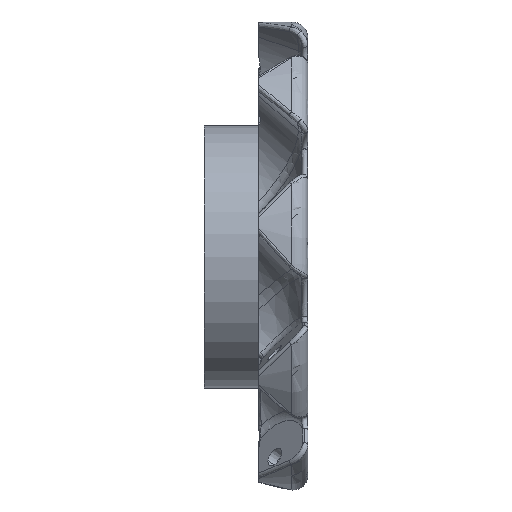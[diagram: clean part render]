
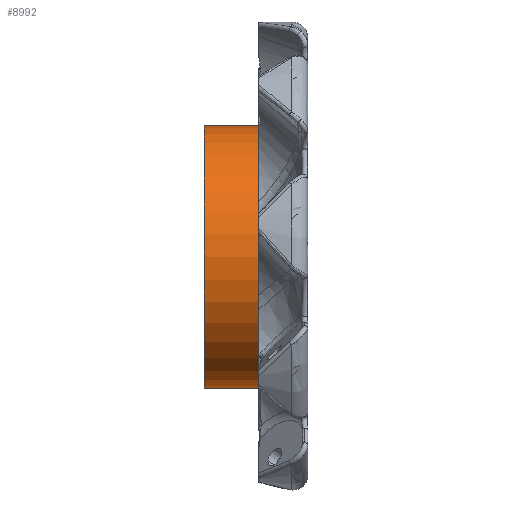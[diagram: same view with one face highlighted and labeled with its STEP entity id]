
A CAD part, left-side view. The second image highlights one B-rep face of the part: STEP entity #8992.
In plain terms, the highlighted cylindrical face has radius 24 mm (diameter 48 mm), a partial arc.
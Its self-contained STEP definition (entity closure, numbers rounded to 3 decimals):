
#48 = VERTEX_POINT ( 'NONE', #10657 ) ;
#273 = EDGE_CURVE ( 'NONE', #5398, #11271, #7411, .T. ) ;
#361 = VECTOR ( 'NONE', #6492, 1000. ) ;
#476 = CARTESIAN_POINT ( 'NONE',  ( 0., 2., 0. ) ) ;
#616 = DIRECTION ( 'NONE',  ( 0., 1., 0. ) ) ;
#1034 = AXIS2_PLACEMENT_3D ( 'NONE', #7824, #5196, #5143 ) ;
#2687 = CIRCLE ( 'NONE', #6319, 24. ) ;
#2965 = EDGE_LOOP ( 'NONE', ( #7146, #3995, #10633, #8270 ) ) ;
#3062 = VECTOR ( 'NONE', #616, 1000. ) ;
#3931 = CARTESIAN_POINT ( 'NONE',  ( 0., -8., 24. ) ) ;
#3995 = ORIENTED_EDGE ( 'NONE', *, *, #9550, .T. ) ;
#4881 = AXIS2_PLACEMENT_3D ( 'NONE', #476, #9209, #5681 ) ;
#5143 = DIRECTION ( 'NONE',  ( 0., 0., 1. ) ) ;
#5196 = DIRECTION ( 'NONE',  ( 0., 1., 0. ) ) ;
#5398 = VERTEX_POINT ( 'NONE', #9790 ) ;
#5507 = EDGE_CURVE ( 'NONE', #11271, #48, #6330, .T. ) ;
#5681 = DIRECTION ( 'NONE',  ( 0., 0., 1. ) ) ;
#6058 = CYLINDRICAL_SURFACE ( 'NONE', #1034, 24. ) ;
#6071 = DIRECTION ( 'NONE',  ( 0., 0., 1. ) ) ;
#6163 = EDGE_CURVE ( 'NONE', #8438, #48, #8551, .T. ) ;
#6319 = AXIS2_PLACEMENT_3D ( 'NONE', #10404, #6747, #6071 ) ;
#6330 = CIRCLE ( 'NONE', #4881, 24. ) ;
#6492 = DIRECTION ( 'NONE',  ( 0., 1., 0. ) ) ;
#6747 = DIRECTION ( 'NONE',  ( 0., 1., 0. ) ) ;
#7075 = FACE_OUTER_BOUND ( 'NONE', #2965, .T. ) ;
#7146 = ORIENTED_EDGE ( 'NONE', *, *, #6163, .F. ) ;
#7411 = LINE ( 'NONE', #3931, #361 ) ;
#7534 = CARTESIAN_POINT ( 'NONE',  ( 0., -8., -24. ) ) ;
#7824 = CARTESIAN_POINT ( 'NONE',  ( 0., -8., 0. ) ) ;
#7989 = CARTESIAN_POINT ( 'NONE',  ( 0., -8., -24. ) ) ;
#8110 = CARTESIAN_POINT ( 'NONE',  ( 0., 2., 24. ) ) ;
#8270 = ORIENTED_EDGE ( 'NONE', *, *, #5507, .T. ) ;
#8438 = VERTEX_POINT ( 'NONE', #7989 ) ;
#8551 = LINE ( 'NONE', #7534, #3062 ) ;
#8992 = ADVANCED_FACE ( 'NONE', ( #7075 ), #6058, .T. ) ;
#9209 = DIRECTION ( 'NONE',  ( 0., -1., 0. ) ) ;
#9550 = EDGE_CURVE ( 'NONE', #8438, #5398, #2687, .T. ) ;
#9790 = CARTESIAN_POINT ( 'NONE',  ( 0., -8., 24. ) ) ;
#10404 = CARTESIAN_POINT ( 'NONE',  ( 0., -8., 0. ) ) ;
#10633 = ORIENTED_EDGE ( 'NONE', *, *, #273, .T. ) ;
#10657 = CARTESIAN_POINT ( 'NONE',  ( 0., 2., -24. ) ) ;
#11271 = VERTEX_POINT ( 'NONE', #8110 ) ;
